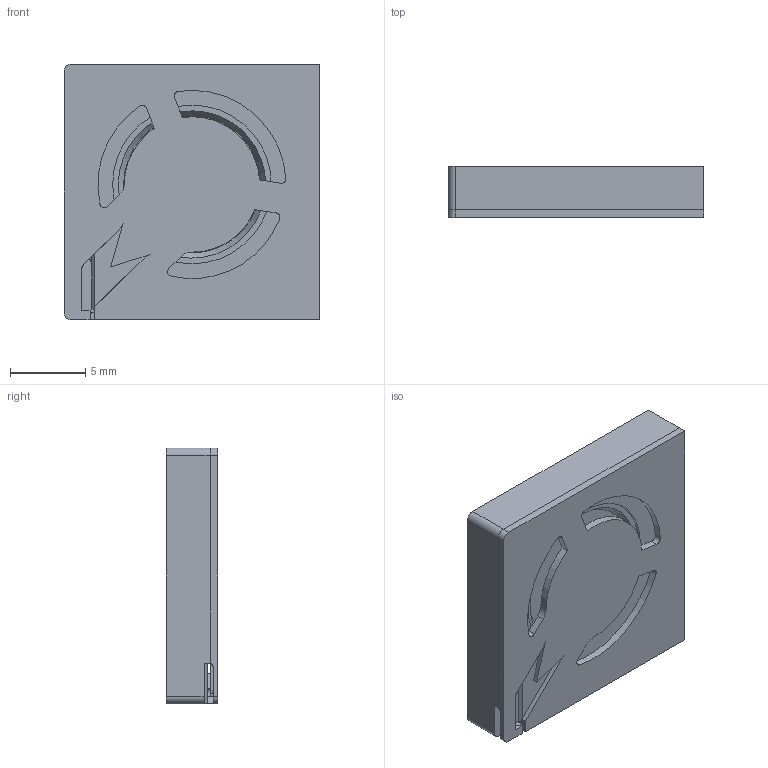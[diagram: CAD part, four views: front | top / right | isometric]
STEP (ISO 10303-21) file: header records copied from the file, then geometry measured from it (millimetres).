
FILE_DESCRIPTION((''),'2;1');
FILE_NAME('ASM0061_ASM','2016-11-03T',('JEWEI.LI'),(''),'PRO/ENGINEER BY PARAMETRIC TECHNOLOGY CORPORATION, 2009360','PRO/ENGINEER BY PARAMETRIC TECHNOLOGY CORPORATION, 2009360','');
FILE_SCHEMA(('AUTOMOTIVE_DESIGN_CC2 { 1 2 10303 214 -1 1 5 2 }'));
Length unit declared in the file: millimetre
Products named in the file (4): 4102120900-00A; PRT0078; 1703-B-IMPELLER; ASM0061_ASM
Assembly tree (3 placements, depth 2):
  ASM0061_ASM
    4102120900-00A
    PRT0078
    1703-B-IMPELLER
Bounding box: 17 x 3.4 x 17 mm (x, y, z)
Volume: 525.9 mm3; surface area: 1681.1 mm2
Topology: 3 solids, 3 shells, 208 faces, 603 edges, 410 vertices
Faces by surface type: cylinder 111, plane 83, torus 6, cone 6, bspline 2
Entity records: 7672 total; most frequent: CARTESIAN_POINT 1355, DIRECTION 1294, ORIENTED_EDGE 1206, EDGE_CURVE 603, AXIS2_PLACEMENT_3D 490, COLOUR_RGB 461, VERTEX_POINT 410, VECTOR 314
